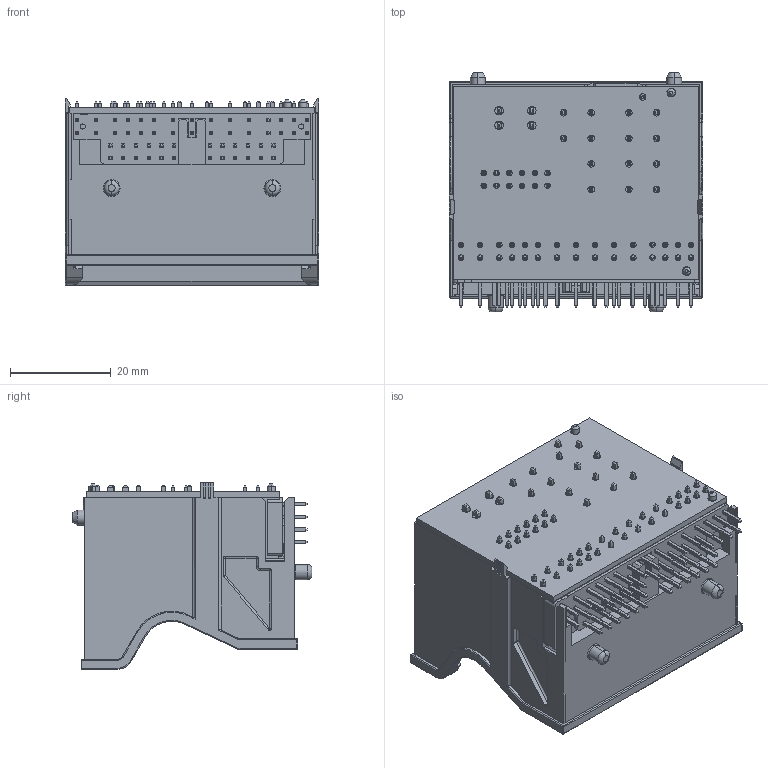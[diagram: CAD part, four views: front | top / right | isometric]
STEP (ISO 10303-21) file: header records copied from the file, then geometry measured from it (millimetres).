
FILE_DESCRIPTION (( 'STEP AP203' ), '1' );
FILE_NAME ('CUSTOMER_BB_P2801A12.STEP', '2020-08-25T13:22:00', ( '' ), ( '' ), 'SwSTEP 2.0', 'SolidWorks 2018', '' );
FILE_SCHEMA (( 'CONFIG_CONTROL_DESIGN' ));
Products named in the file (1): CUSTOMER_BB_P2801A12
Bounding box: 50.4 x 47.7 x 37.05 mm (x, y, z)
Volume: 31731.6 mm3; surface area: 19105 mm2
Topology: 1 solids, 1 shells, 4496 faces, 11437 edges, 7261 vertices
Faces by surface type: plane 3842, bspline 305, cylinder 295, torus 22, sphere 17, cone 15
Entity records: 144705 total; most frequent: CARTESIAN_POINT 38541, ORIENTED_EDGE 22842, DIRECTION 19658, EDGE_CURVE 11421, VECTOR 10142, LINE 10142, VERTEX_POINT 7261, EDGE_LOOP 4838
